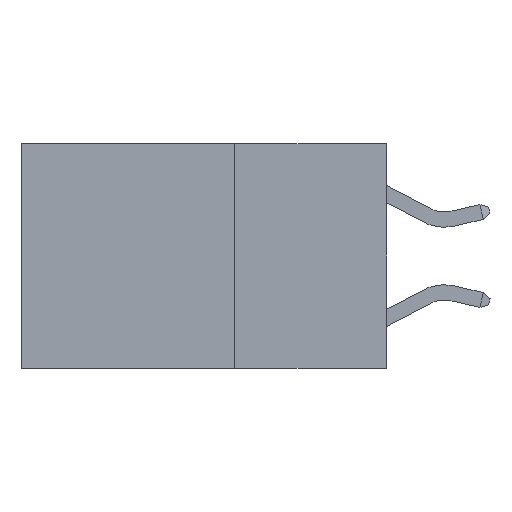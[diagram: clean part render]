
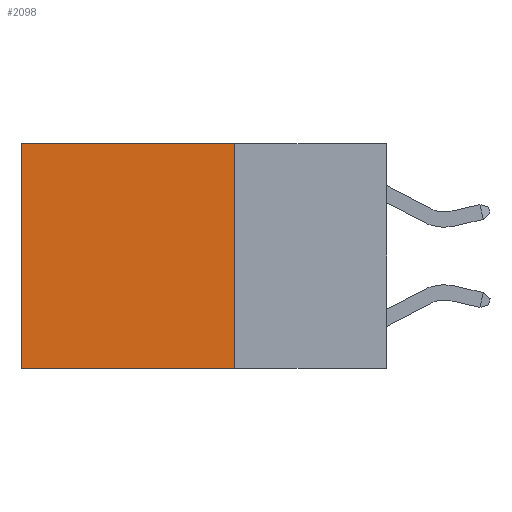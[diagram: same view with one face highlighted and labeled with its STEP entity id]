
A CAD part, left-side view. The second image highlights one B-rep face of the part: STEP entity #2098.
In plain terms, the highlighted planar face has unit normal (-1, 0, 0).
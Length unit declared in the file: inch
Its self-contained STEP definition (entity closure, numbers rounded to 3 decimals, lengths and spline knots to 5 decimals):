
#251 = LINE ( 'NONE', #6329, #8952 ) ;
#288 = EDGE_CURVE ( 'NONE', #9761, #7139, #251, .T. ) ;
#610 = DIRECTION ( 'NONE',  ( 0., 1., 0. ) ) ;
#667 = EDGE_CURVE ( 'NONE', #2720, #8309, #2202, .T. ) ;
#953 = FACE_OUTER_BOUND ( 'NONE', #7633, .T. ) ;
#1652 = ORIENTED_EDGE ( 'NONE', *, *, #1779, .T. ) ;
#1779 = EDGE_CURVE ( 'NONE', #7139, #8309, #6950, .T. ) ;
#2098 = ADVANCED_FACE ( 'NONE', ( #953 ), #8327, .F. ) ;
#2194 = DIRECTION ( 'NONE',  ( 0., 1., 0. ) ) ;
#2202 = LINE ( 'NONE', #6775, #4286 ) ;
#2720 = VERTEX_POINT ( 'NONE', #3415 ) ;
#2868 = CARTESIAN_POINT ( 'NONE',  ( 0.2625, 0.6, 0. ) ) ;
#3218 = DIRECTION ( 'NONE',  ( 0., 0., -1. ) ) ;
#3415 = CARTESIAN_POINT ( 'NONE',  ( 0.2625, 0.25, -0.37 ) ) ;
#4089 = ORIENTED_EDGE ( 'NONE', *, *, #667, .F. ) ;
#4286 = VECTOR ( 'NONE', #610, 39.37008 ) ;
#4292 = DIRECTION ( 'NONE',  ( 1., 0., 0. ) ) ;
#6329 = CARTESIAN_POINT ( 'NONE',  ( 0.2625, 0.25, 0. ) ) ;
#6562 = VECTOR ( 'NONE', #3218, 39.37008 ) ;
#6775 = CARTESIAN_POINT ( 'NONE',  ( 0.2625, 0.25, -0.37 ) ) ;
#6950 = LINE ( 'NONE', #7973, #9040 ) ;
#7139 = VERTEX_POINT ( 'NONE', #2868 ) ;
#7158 = CARTESIAN_POINT ( 'NONE',  ( 0.2625, 0.25, 0. ) ) ;
#7529 = CARTESIAN_POINT ( 'NONE',  ( 0.2625, 0.25, 0. ) ) ;
#7633 = EDGE_LOOP ( 'NONE', ( #1652, #4089, #8386, #10470 ) ) ;
#7973 = CARTESIAN_POINT ( 'NONE',  ( 0.2625, 0.6, 0. ) ) ;
#8287 = EDGE_CURVE ( 'NONE', #9761, #2720, #8675, .T. ) ;
#8309 = VERTEX_POINT ( 'NONE', #8919 ) ;
#8320 = AXIS2_PLACEMENT_3D ( 'NONE', #7529, #4292, #9910 ) ;
#8327 = PLANE ( 'NONE',  #8320 ) ;
#8386 = ORIENTED_EDGE ( 'NONE', *, *, #8287, .F. ) ;
#8675 = LINE ( 'NONE', #10464, #6562 ) ;
#8919 = CARTESIAN_POINT ( 'NONE',  ( 0.2625, 0.6, -0.37 ) ) ;
#8952 = VECTOR ( 'NONE', #2194, 39.37008 ) ;
#9040 = VECTOR ( 'NONE', #10701, 39.37008 ) ;
#9761 = VERTEX_POINT ( 'NONE', #7158 ) ;
#9910 = DIRECTION ( 'NONE',  ( 0., 0., -1. ) ) ;
#10464 = CARTESIAN_POINT ( 'NONE',  ( 0.2625, 0.25, 0. ) ) ;
#10470 = ORIENTED_EDGE ( 'NONE', *, *, #288, .T. ) ;
#10701 = DIRECTION ( 'NONE',  ( 0., 0., -1. ) ) ;
